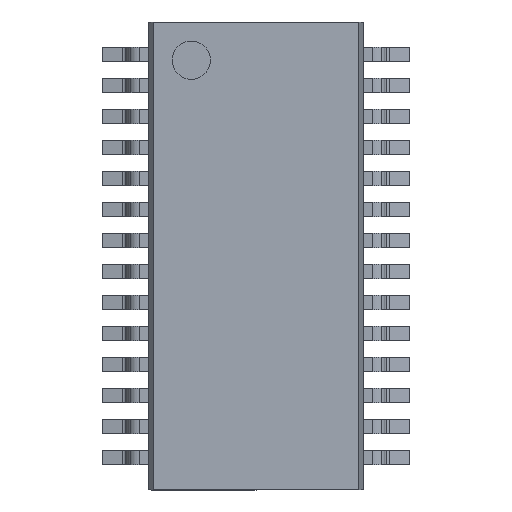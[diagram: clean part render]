
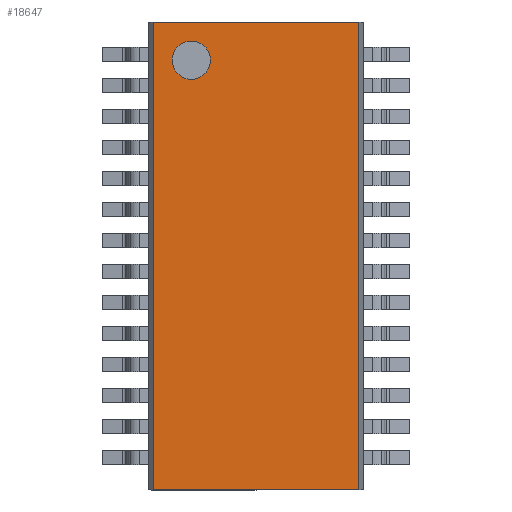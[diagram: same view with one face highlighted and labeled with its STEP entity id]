
A CAD part, top view. The second image highlights one B-rep face of the part: STEP entity #18647.
In plain terms, the highlighted planar face has unit normal (0, 0, 1).
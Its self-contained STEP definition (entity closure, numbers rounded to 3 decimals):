
#18348=CARTESIAN_POINT('',(-0.953,4.1,1.2));
#18349=VERTEX_POINT('',#18348);
#18365=CARTESIAN_POINT('',(-1.753,4.1,1.2));
#18366=VERTEX_POINT('',#18365);
#18373=CARTESIAN_POINT('',(-1.353,4.1,1.2));
#18374=DIRECTION('',(0.0,0.0,-1.0));
#18375=DIRECTION('',(1.0,0.0,0.0));
#18376=AXIS2_PLACEMENT_3D('',#18373,#18374,#18375);
#18377=CIRCLE('',#18376,0.4);
#18378=EDGE_CURVE('',#18349,#18366,#18377,.T.);
#18389=CARTESIAN_POINT('',(-1.353,4.1,1.2));
#18390=DIRECTION('',(0.0,0.0,-1.0));
#18391=DIRECTION('',(1.0,0.0,0.0));
#18392=AXIS2_PLACEMENT_3D('',#18389,#18390,#18391);
#18393=CIRCLE('',#18392,0.4);
#18394=EDGE_CURVE('',#18366,#18349,#18393,.T.);
#18480=CARTESIAN_POINT('',(2.153,-4.9,1.2));
#18481=VERTEX_POINT('',#18480);
#18488=CARTESIAN_POINT('',(-2.153,-4.9,1.2));
#18489=VERTEX_POINT('',#18488);
#18490=CARTESIAN_POINT('',(2.153,-4.9,1.2));
#18491=DIRECTION('',(-1.0,0.0,0.0));
#18492=VECTOR('',#18491,4.306);
#18493=LINE('',#18490,#18492);
#18494=EDGE_CURVE('',#18481,#18489,#18493,.T.);
#18580=CARTESIAN_POINT('',(-2.153,4.9,1.2));
#18581=VERTEX_POINT('',#18580);
#18588=CARTESIAN_POINT('',(2.153,4.9,1.2));
#18589=VERTEX_POINT('',#18588);
#18590=CARTESIAN_POINT('',(2.153,4.9,1.2));
#18591=DIRECTION('',(-1.0,0.0,0.0));
#18592=VECTOR('',#18591,4.306);
#18593=LINE('',#18590,#18592);
#18594=EDGE_CURVE('',#18589,#18581,#18593,.T.);
#18611=CARTESIAN_POINT('',(2.153,-4.9,1.2));
#18612=DIRECTION('',(0.0,1.0,0.0));
#18613=VECTOR('',#18612,9.8);
#18614=LINE('',#18611,#18613);
#18615=EDGE_CURVE('',#18481,#18589,#18614,.T.);
#18627=CARTESIAN_POINT('',(2.171,-5.35,1.2));
#18628=DIRECTION('',(0.0,0.0,1.0));
#18629=DIRECTION('',(0.0,-1.0,0.0));
#18630=AXIS2_PLACEMENT_3D('',#18627,#18628,#18629);
#18631=PLANE('',#18630);
#18632=ORIENTED_EDGE('',*,*,#18594,.T.);
#18633=CARTESIAN_POINT('',(-2.153,4.9,1.2));
#18634=DIRECTION('',(0.0,-1.0,0.0));
#18635=VECTOR('',#18634,9.8);
#18636=LINE('',#18633,#18635);
#18637=EDGE_CURVE('',#18489,#18581,#18636,.F.);
#18638=ORIENTED_EDGE('',*,*,#18637,.F.);
#18639=ORIENTED_EDGE('',*,*,#18494,.F.);
#18640=ORIENTED_EDGE('',*,*,#18615,.T.);
#18641=EDGE_LOOP('',(#18632,#18638,#18639,#18640));
#18642=FACE_OUTER_BOUND('',#18641,.T.);
#18643=ORIENTED_EDGE('',*,*,#18378,.T.);
#18644=ORIENTED_EDGE('',*,*,#18394,.T.);
#18645=EDGE_LOOP('',(#18643,#18644));
#18646=FACE_BOUND('',#18645,.T.);
#18647=ADVANCED_FACE('',(#18642,#18646),#18631,.T.);
